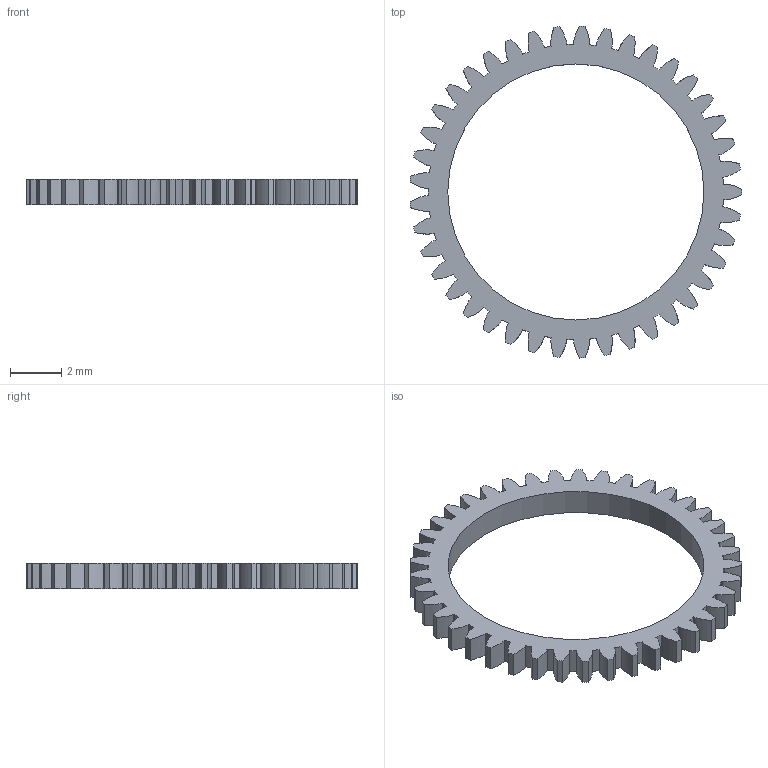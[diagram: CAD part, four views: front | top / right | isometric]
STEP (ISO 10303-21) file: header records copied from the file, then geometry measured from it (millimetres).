
FILE_DESCRIPTION(/* description */ (''),/* implementation_level */ '2;1');
FILE_NAME(/* name */ 'gear-wheel-41 v3.step',/* time_stamp */ '2017-11-27T22:15:27+09:00',/* author */ ('kerikun11'),/* organization */ (''),/* preprocessor_version */ 'ST-DEVELOPER v16.13',/* originating_system */ 'Autodesk Translation Framework v6.5.0.72',/* authorisation */ '');
FILE_SCHEMA (('AUTOMOTIVE_DESIGN { 1 0 10303 214 3 1 1 }'));
Length unit declared in the file: millimetre
Products named in the file (2): gear-wheel-41; Spur Gear (41 teeth)
Assembly tree (1 placements, depth 2):
  gear-wheel-41
    Spur Gear (41 teeth)
Bounding box: 12.89 x 12.9 x 1 mm (x, y, z)
Volume: 39.6 mm3; surface area: 192.4 mm2
Topology: 1 solids, 1 shells, 249 faces, 741 edges, 494 vertices
Faces by surface type: plane 84, cylinder 83, bspline 82
Full cylindrical faces by diameter (mm): 9.95 x1
Entity records: 31939 total; most frequent: CARTESIAN_POINT 25841, ORIENTED_EDGE 1482, DIRECTION 1083, EDGE_CURVE 741, VERTEX_POINT 494, LINE 411, VECTOR 411, AXIS2_PLACEMENT_3D 336
